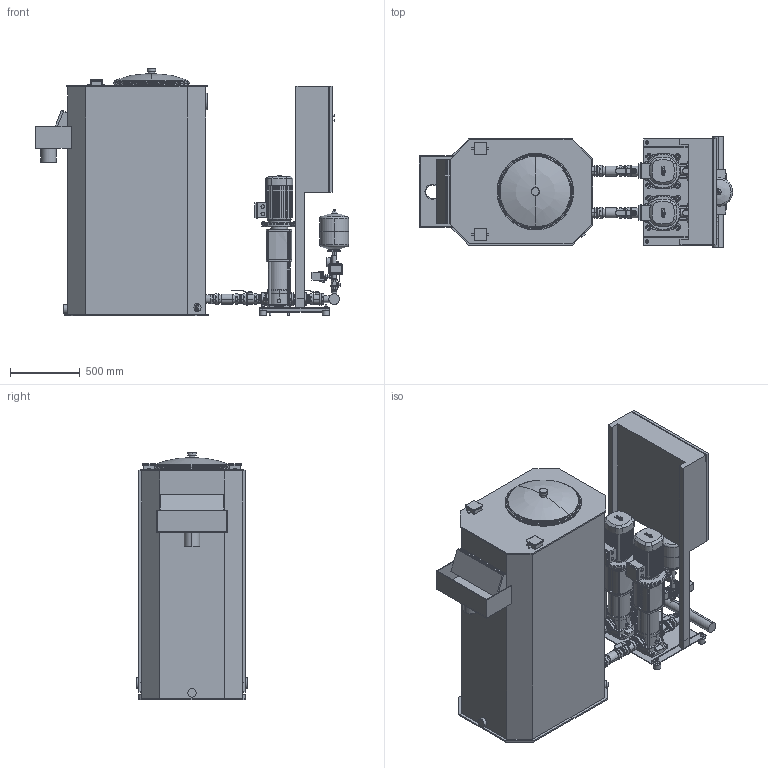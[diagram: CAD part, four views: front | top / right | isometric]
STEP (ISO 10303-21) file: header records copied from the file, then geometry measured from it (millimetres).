
FILE_DESCRIPTION((''),'2;1');
FILE_NAME('3d_FLACompact-2HELIXV1605DS8-2540131.stp','2016-01-25T12:57:24',(''),(''),'Mechanical Desktop 2009','Mechanical Desktop 2009',', , ');
FILE_SCHEMA(('CONFIG_CONTROL_DESIGN'));
Length unit declared in the file: millimetre
Products named in the file (1): Product
Bounding box: 2243 x 800 x 1775 mm (x, y, z)
Volume: 1330628074.3 mm3; surface area: 16374637.1 mm2
Topology: 129 solids, 129 shells, 4475 faces, 11390 edges, 7355 vertices
Faces by surface type: plane 1996, bspline 1305, cylinder 859, cone 193, torus 112, sphere 10
Entity records: 145888 total; most frequent: CARTESIAN_POINT 38893, ORIENTED_EDGE 22780, DIRECTION 20891, EDGE_CURVE 11390, VERTEX_POINT 7355, VECTOR 7349, LINE 7349, AXIS2_PLACEMENT_3D 6771
